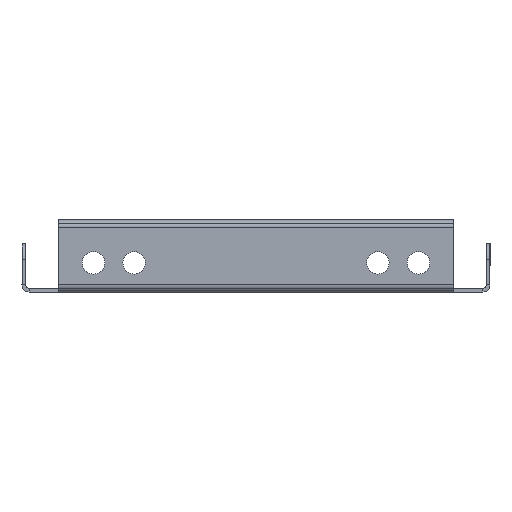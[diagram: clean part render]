
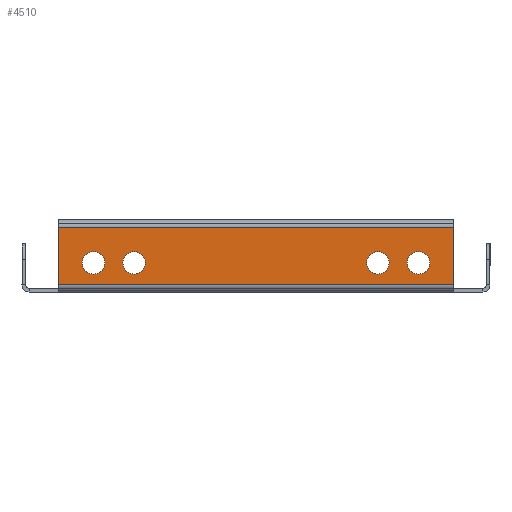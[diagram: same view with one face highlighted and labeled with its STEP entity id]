
A CAD part, left-side view. The second image highlights one B-rep face of the part: STEP entity #4510.
In plain terms, the highlighted planar face has unit normal (-1, 0, 0).
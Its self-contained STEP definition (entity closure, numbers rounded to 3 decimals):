
#33 = LINE ( 'NONE', #4540, #4282 ) ;
#62 = AXIS2_PLACEMENT_3D ( 'NONE', #2134, #2497, #4389 ) ;
#70 = VECTOR ( 'NONE', #4835, 1000. ) ;
#76 = CARTESIAN_POINT ( 'NONE',  ( -253.2, 37.5, 7.8 ) ) ;
#150 = AXIS2_PLACEMENT_3D ( 'NONE', #76, #839, #2024 ) ;
#169 = ORIENTED_EDGE ( 'NONE', *, *, #1414, .T. ) ;
#194 = DIRECTION ( 'NONE',  ( 1., 0., 0. ) ) ;
#218 = EDGE_CURVE ( 'NONE', #3926, #1488, #2487, .T. ) ;
#236 = DIRECTION ( 'NONE',  ( 0., 0., -1. ) ) ;
#266 = AXIS2_PLACEMENT_3D ( 'NONE', #716, #2266, #363 ) ;
#363 = DIRECTION ( 'NONE',  ( 0., 0., -1. ) ) ;
#413 = EDGE_CURVE ( 'NONE', #4694, #3828, #4344, .T. ) ;
#567 = VECTOR ( 'NONE', #2603, 1000. ) ;
#593 = DIRECTION ( 'NONE',  ( -1., 0., 0. ) ) ;
#608 = CARTESIAN_POINT ( 'NONE',  ( -253.2, -50., 11.25 ) ) ;
#657 = VERTEX_POINT ( 'NONE', #3902 ) ;
#716 = CARTESIAN_POINT ( 'NONE',  ( -253.2, 50., 7.8 ) ) ;
#738 = FACE_BOUND ( 'NONE', #3849, .T. ) ;
#758 = EDGE_CURVE ( 'NONE', #2682, #657, #933, .T. ) ;
#808 = EDGE_CURVE ( 'NONE', #4843, #3277, #1111, .T. ) ;
#839 = DIRECTION ( 'NONE',  ( 1., 0., 0. ) ) ;
#907 = EDGE_CURVE ( 'NONE', #657, #2682, #1835, .T. ) ;
#933 = CIRCLE ( 'NONE', #62, 3.45 ) ;
#956 = CARTESIAN_POINT ( 'NONE',  ( -253.2, 50., 7.8 ) ) ;
#964 = DIRECTION ( 'NONE',  ( 1., 0., 0. ) ) ;
#1078 = CARTESIAN_POINT ( 'NONE',  ( -253.2, 0., 18.8 ) ) ;
#1111 = CIRCLE ( 'NONE', #2128, 3.45 ) ;
#1120 = DIRECTION ( 'NONE',  ( 1., 0., 0. ) ) ;
#1153 = CARTESIAN_POINT ( 'NONE',  ( -253.2, 60.8, 18.8 ) ) ;
#1162 = CIRCLE ( 'NONE', #3773, 3.45 ) ;
#1186 = CARTESIAN_POINT ( 'NONE',  ( -253.2, -60.8, 1. ) ) ;
#1240 = DIRECTION ( 'NONE',  ( 0., 1., 0. ) ) ;
#1354 = CARTESIAN_POINT ( 'NONE',  ( -253.2, 60.8, 1. ) ) ;
#1399 = CARTESIAN_POINT ( 'NONE',  ( -253.2, 50., 11.25 ) ) ;
#1414 = EDGE_CURVE ( 'NONE', #1632, #1672, #2596, .T. ) ;
#1442 = EDGE_CURVE ( 'NONE', #2435, #1632, #3772, .T. ) ;
#1488 = VERTEX_POINT ( 'NONE', #1536 ) ;
#1536 = CARTESIAN_POINT ( 'NONE',  ( -253.2, 37.5, 11.25 ) ) ;
#1545 = EDGE_CURVE ( 'NONE', #3277, #4843, #1162, .T. ) ;
#1632 = VERTEX_POINT ( 'NONE', #1186 ) ;
#1666 = CIRCLE ( 'NONE', #150, 3.45 ) ;
#1672 = VERTEX_POINT ( 'NONE', #1971 ) ;
#1835 = CIRCLE ( 'NONE', #3977, 3.45 ) ;
#1971 = CARTESIAN_POINT ( 'NONE',  ( -253.2, -60.8, 18.8 ) ) ;
#2017 = ORIENTED_EDGE ( 'NONE', *, *, #3442, .T. ) ;
#2024 = DIRECTION ( 'NONE',  ( 0., 0., -1. ) ) ;
#2128 = AXIS2_PLACEMENT_3D ( 'NONE', #2884, #194, #3237 ) ;
#2134 = CARTESIAN_POINT ( 'NONE',  ( -253.2, -50., 7.8 ) ) ;
#2145 = ORIENTED_EDGE ( 'NONE', *, *, #1545, .T. ) ;
#2149 = DIRECTION ( 'NONE',  ( 1., 0., 0. ) ) ;
#2150 = PLANE ( 'NONE',  #4050 ) ;
#2153 = EDGE_CURVE ( 'NONE', #1672, #2740, #3098, .T. ) ;
#2218 = CARTESIAN_POINT ( 'NONE',  ( -253.2, 50., 4.35 ) ) ;
#2266 = DIRECTION ( 'NONE',  ( 1., 0., 0. ) ) ;
#2435 = VERTEX_POINT ( 'NONE', #1354 ) ;
#2487 = CIRCLE ( 'NONE', #2577, 3.45 ) ;
#2497 = DIRECTION ( 'NONE',  ( 1., 0., 0. ) ) ;
#2512 = DIRECTION ( 'NONE',  ( 0., 0., -1. ) ) ;
#2530 = ORIENTED_EDGE ( 'NONE', *, *, #907, .T. ) ;
#2577 = AXIS2_PLACEMENT_3D ( 'NONE', #3245, #964, #3635 ) ;
#2596 = LINE ( 'NONE', #4511, #567 ) ;
#2603 = DIRECTION ( 'NONE',  ( 0., 0., 1. ) ) ;
#2682 = VERTEX_POINT ( 'NONE', #608 ) ;
#2737 = EDGE_CURVE ( 'NONE', #2740, #2435, #33, .T. ) ;
#2740 = VERTEX_POINT ( 'NONE', #1153 ) ;
#2798 = ORIENTED_EDGE ( 'NONE', *, *, #1442, .T. ) ;
#2884 = CARTESIAN_POINT ( 'NONE',  ( -253.2, -37.5, 7.8 ) ) ;
#2934 = DIRECTION ( 'NONE',  ( 1., 0., 0. ) ) ;
#2974 = ORIENTED_EDGE ( 'NONE', *, *, #2737, .T. ) ;
#2981 = ORIENTED_EDGE ( 'NONE', *, *, #413, .T. ) ;
#3050 = CARTESIAN_POINT ( 'NONE',  ( -253.2, 37.5, 4.35 ) ) ;
#3095 = EDGE_CURVE ( 'NONE', #3828, #4694, #3784, .T. ) ;
#3098 = LINE ( 'NONE', #1078, #3340 ) ;
#3150 = ORIENTED_EDGE ( 'NONE', *, *, #758, .T. ) ;
#3208 = DIRECTION ( 'NONE',  ( 0., 0., 1. ) ) ;
#3237 = DIRECTION ( 'NONE',  ( 0., 0., -1. ) ) ;
#3245 = CARTESIAN_POINT ( 'NONE',  ( -253.2, 37.5, 7.8 ) ) ;
#3277 = VERTEX_POINT ( 'NONE', #4176 ) ;
#3285 = CARTESIAN_POINT ( 'NONE',  ( -253.2, 0., 1. ) ) ;
#3296 = CARTESIAN_POINT ( 'NONE',  ( -253.2, -50., 7.8 ) ) ;
#3340 = VECTOR ( 'NONE', #1240, 1000. ) ;
#3367 = AXIS2_PLACEMENT_3D ( 'NONE', #956, #2149, #236 ) ;
#3407 = FACE_OUTER_BOUND ( 'NONE', #3736, .T. ) ;
#3442 = EDGE_CURVE ( 'NONE', #1488, #3926, #1666, .T. ) ;
#3635 = DIRECTION ( 'NONE',  ( 0., 0., -1. ) ) ;
#3687 = ORIENTED_EDGE ( 'NONE', *, *, #218, .T. ) ;
#3736 = EDGE_LOOP ( 'NONE', ( #2974, #2798, #169, #3988 ) ) ;
#3744 = EDGE_LOOP ( 'NONE', ( #4544, #2981 ) ) ;
#3772 = LINE ( 'NONE', #3285, #70 ) ;
#3773 = AXIS2_PLACEMENT_3D ( 'NONE', #4962, #1120, #4184 ) ;
#3784 = CIRCLE ( 'NONE', #3367, 3.45 ) ;
#3828 = VERTEX_POINT ( 'NONE', #2218 ) ;
#3849 = EDGE_LOOP ( 'NONE', ( #3687, #2017 ) ) ;
#3902 = CARTESIAN_POINT ( 'NONE',  ( -253.2, -50., 4.35 ) ) ;
#3926 = VERTEX_POINT ( 'NONE', #3050 ) ;
#3977 = AXIS2_PLACEMENT_3D ( 'NONE', #3296, #2934, #4472 ) ;
#3979 = CARTESIAN_POINT ( 'NONE',  ( -253.2, 0., 0. ) ) ;
#3988 = ORIENTED_EDGE ( 'NONE', *, *, #2153, .T. ) ;
#4017 = FACE_BOUND ( 'NONE', #4807, .T. ) ;
#4050 = AXIS2_PLACEMENT_3D ( 'NONE', #3979, #593, #3208 ) ;
#4073 = FACE_BOUND ( 'NONE', #3744, .T. ) ;
#4173 = ORIENTED_EDGE ( 'NONE', *, *, #808, .T. ) ;
#4176 = CARTESIAN_POINT ( 'NONE',  ( -253.2, -37.5, 4.35 ) ) ;
#4184 = DIRECTION ( 'NONE',  ( 0., 0., -1. ) ) ;
#4240 = CARTESIAN_POINT ( 'NONE',  ( -253.2, -37.5, 11.25 ) ) ;
#4282 = VECTOR ( 'NONE', #2512, 1000. ) ;
#4344 = CIRCLE ( 'NONE', #266, 3.45 ) ;
#4389 = DIRECTION ( 'NONE',  ( 0., 0., -1. ) ) ;
#4472 = DIRECTION ( 'NONE',  ( 0., 0., -1. ) ) ;
#4510 = ADVANCED_FACE ( 'NONE', ( #4073, #4872, #738, #4017, #3407 ), #2150, .T. ) ;
#4511 = CARTESIAN_POINT ( 'NONE',  ( -253.2, -60.8, 0. ) ) ;
#4540 = CARTESIAN_POINT ( 'NONE',  ( -253.2, 60.8, 0. ) ) ;
#4544 = ORIENTED_EDGE ( 'NONE', *, *, #3095, .T. ) ;
#4694 = VERTEX_POINT ( 'NONE', #1399 ) ;
#4807 = EDGE_LOOP ( 'NONE', ( #2530, #3150 ) ) ;
#4835 = DIRECTION ( 'NONE',  ( 0., -1., 0. ) ) ;
#4843 = VERTEX_POINT ( 'NONE', #4240 ) ;
#4857 = EDGE_LOOP ( 'NONE', ( #2145, #4173 ) ) ;
#4872 = FACE_BOUND ( 'NONE', #4857, .T. ) ;
#4962 = CARTESIAN_POINT ( 'NONE',  ( -253.2, -37.5, 7.8 ) ) ;
